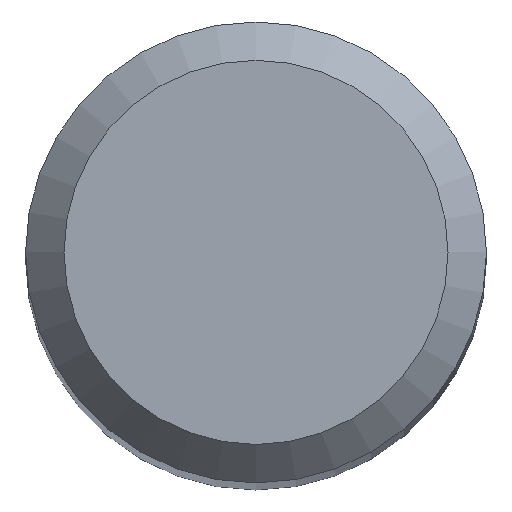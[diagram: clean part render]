
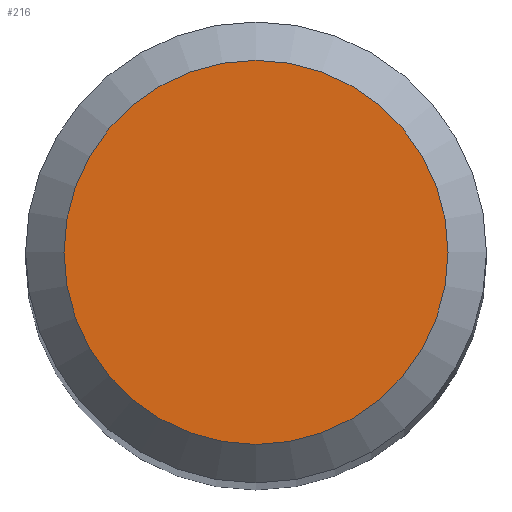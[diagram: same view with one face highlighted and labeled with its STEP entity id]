
A CAD part, top view. The second image highlights one B-rep face of the part: STEP entity #216.
In plain terms, the highlighted planar face has unit normal (0, 0, 1).
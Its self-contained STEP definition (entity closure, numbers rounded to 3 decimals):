
#25 = ORIENTED_EDGE ( 'NONE', *, *, #211, .F. ) ;
#37 = DIRECTION ( 'NONE',  ( 0., 1., 0. ) ) ;
#77 = DIRECTION ( 'NONE',  ( 0., 0., -1. ) ) ;
#78 = EDGE_LOOP ( 'NONE', ( #25 ) ) ;
#97 = DIRECTION ( 'NONE',  ( 0., 1., 0. ) ) ;
#113 = CARTESIAN_POINT ( 'NONE',  ( 0., 0., 75. ) ) ;
#139 = AXIS2_PLACEMENT_3D ( 'NONE', #167, #77, #37 ) ;
#155 = FACE_OUTER_BOUND ( 'NONE', #78, .T. ) ;
#167 = CARTESIAN_POINT ( 'NONE',  ( 0., 0., 75. ) ) ;
#171 = CARTESIAN_POINT ( 'NONE',  ( 0., 2.5, 75. ) ) ;
#174 = VERTEX_POINT ( 'NONE', #171 ) ;
#181 = CIRCLE ( 'NONE', #139, 2.5 ) ;
#186 = DIRECTION ( 'NONE',  ( 0., 0., -1. ) ) ;
#207 = AXIS2_PLACEMENT_3D ( 'NONE', #113, #186, #97 ) ;
#211 = EDGE_CURVE ( 'NONE', #174, #174, #181, .T. ) ;
#216 = ADVANCED_FACE ( 'NONE', ( #155 ), #229, .F. ) ;
#229 = PLANE ( 'NONE',  #207 ) ;
